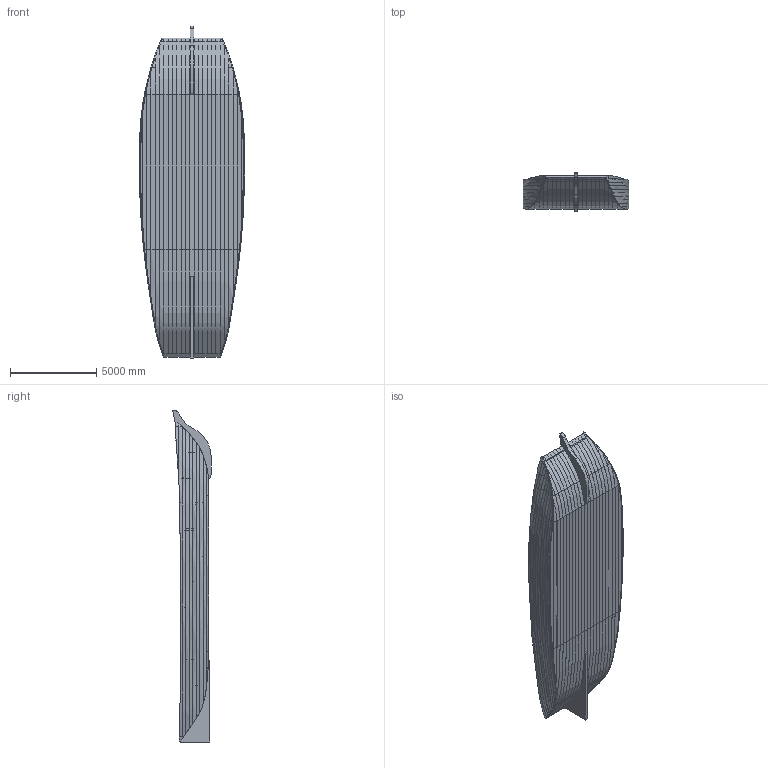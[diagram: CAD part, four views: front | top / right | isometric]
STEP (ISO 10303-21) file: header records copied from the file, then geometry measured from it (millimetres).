
FILE_DESCRIPTION(('FreeCAD Model'),'2;1');
FILE_NAME('Open CASCADE Shape Model','2025-05-05T16:44:13',('FreeCAD'),( 'FreeCAD'),'Open CASCADE STEP processor 7.6','FreeCAD','Unknown');
FILE_SCHEMA(('AUTOMOTIVE_DESIGN { 1 0 10303 214 1 1 1 1 }'));
Products named in the file (1): Open CASCADE STEP translator 7.6 1
Bounding box: 6119.7 x 2222.05 x 19225.15 mm (x, y, z)
Volume: 81519710293.6 mm3; surface area: 2371207092.9 mm2
Topology: 237 solids, 237 shells, 2786 faces, 6916 edges, 4604 vertices
Faces by surface type: bspline 2786
Entity records: 196250 total; most frequent: CARTESIAN_POINT 152355, ORIENTED_EDGE 13832, EDGE_CURVE 6916, B_SPLINE_CURVE_WITH_KNOTS 6912, VERTEX_POINT 4604, ADVANCED_FACE 2786, FACE_BOUND 2786, EDGE_LOOP 2786
